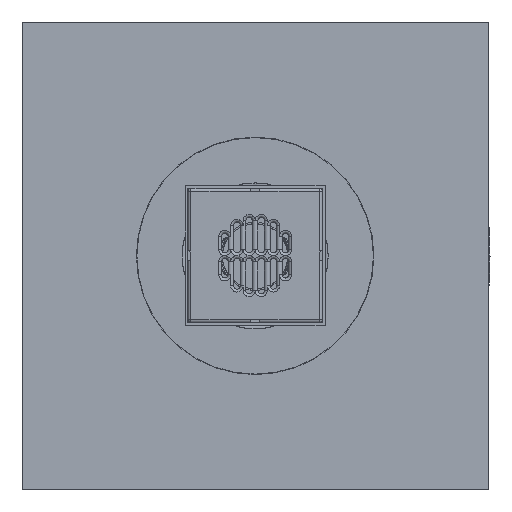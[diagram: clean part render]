
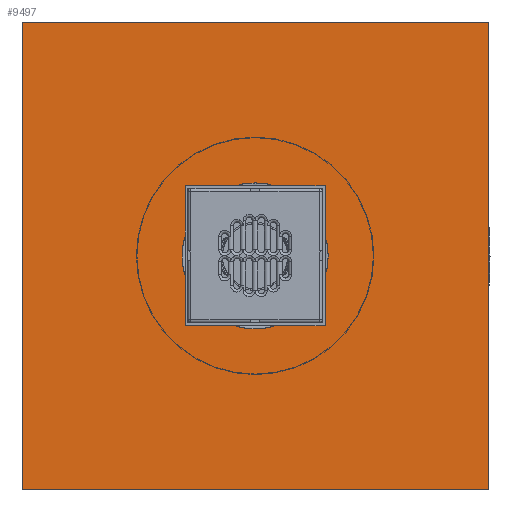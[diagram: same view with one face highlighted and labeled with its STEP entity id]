
A CAD part, top view. The second image highlights one B-rep face of the part: STEP entity #9497.
In plain terms, the highlighted planar face has unit normal (0, 0, 1).
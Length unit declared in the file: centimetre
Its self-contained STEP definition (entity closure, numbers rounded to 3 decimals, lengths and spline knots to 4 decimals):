
#588=LINE('',#16785,#1182);
#590=LINE('',#16791,#1184);
#593=LINE('',#16796,#1187);
#596=LINE('',#16800,#1190);
#1182=VECTOR('',#12683,1.);
#1184=VECTOR('',#12687,1.);
#1187=VECTOR('',#12692,1.);
#1190=VECTOR('',#12697,1.);
#1782=FACE_BOUND('',#2770,.T.);
#2105=FACE_OUTER_BOUND('',#2769,.T.);
#2769=EDGE_LOOP('',(#7501,#7502,#7503,#7504));
#2770=EDGE_LOOP('',(#7505));
#3435=CIRCLE('',#10492,78.2516);
#4243=VERTEX_POINT('',#16779);
#4245=VERTEX_POINT('',#16783);
#4246=VERTEX_POINT('',#16787);
#4248=VERTEX_POINT('',#16790);
#4267=VERTEX_POINT('',#16858);
#5346=EDGE_CURVE('',#4243,#4245,#588,.T.);
#5348=EDGE_CURVE('',#4248,#4246,#590,.T.);
#5351=EDGE_CURVE('',#4245,#4248,#593,.T.);
#5354=EDGE_CURVE('',#4243,#4246,#596,.T.);
#5382=EDGE_CURVE('',#4267,#4267,#3435,.T.);
#7501=ORIENTED_EDGE('',*,*,#5354,.F.);
#7502=ORIENTED_EDGE('',*,*,#5346,.T.);
#7503=ORIENTED_EDGE('',*,*,#5351,.T.);
#7504=ORIENTED_EDGE('',*,*,#5348,.T.);
#7505=ORIENTED_EDGE('',*,*,#5382,.T.);
#9076=PLANE('',#10495);
#9497=ADVANCED_FACE('',(#2105,#1782),#9076,.T.);
#10492=AXIS2_PLACEMENT_3D('',#16859,#12771,#12772);
#10495=AXIS2_PLACEMENT_3D('',#16862,#12777,#12778);
#12683=DIRECTION('',(1.,0.,0.));
#12687=DIRECTION('',(-1.,0.,0.));
#12692=DIRECTION('',(0.,1.,0.));
#12697=DIRECTION('',(0.,1.,0.));
#12771=DIRECTION('center_axis',(0.,0.,-1.));
#12772=DIRECTION('ref_axis',(1.,0.,0.));
#12777=DIRECTION('center_axis',(0.,0.,1.));
#12778=DIRECTION('ref_axis',(0.,1.,0.));
#16779=CARTESIAN_POINT('',(-250.,-250.,378.129));
#16783=CARTESIAN_POINT('',(250.,-250.,378.129));
#16785=CARTESIAN_POINT('',(0.,-250.,378.129));
#16787=CARTESIAN_POINT('',(-250.,250.,378.129));
#16790=CARTESIAN_POINT('',(250.,250.,378.129));
#16791=CARTESIAN_POINT('',(0.,250.,378.129));
#16796=CARTESIAN_POINT('',(250.,0.,378.129));
#16800=CARTESIAN_POINT('',(-250.,0.,378.129));
#16858=CARTESIAN_POINT('',(0.,-78.2516,378.129));
#16859=CARTESIAN_POINT('Origin',(0.,0.,378.129));
#16862=CARTESIAN_POINT('Origin',(0.,0.,378.129));
